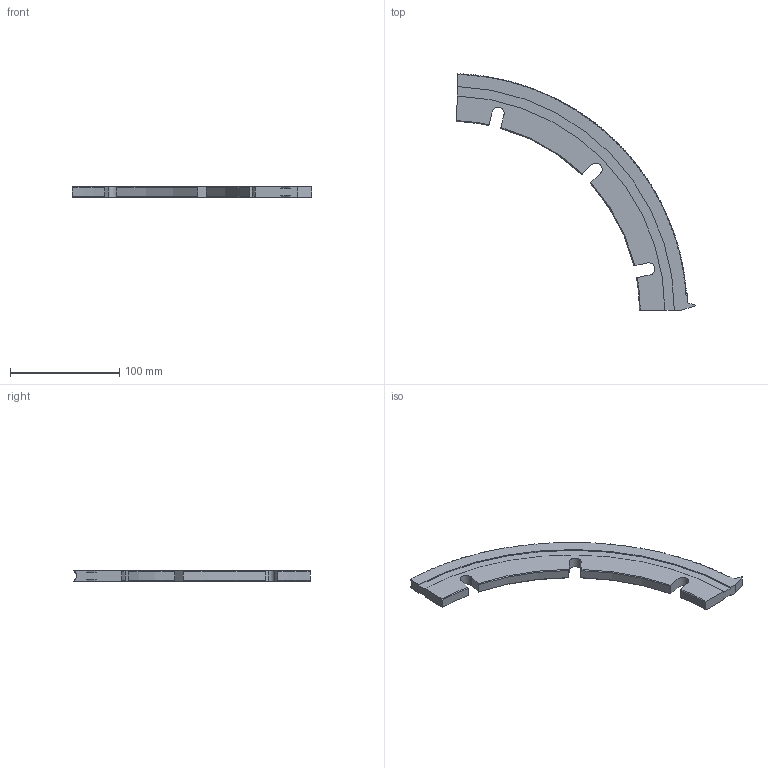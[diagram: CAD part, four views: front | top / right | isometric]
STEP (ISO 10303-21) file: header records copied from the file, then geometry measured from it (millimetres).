
FILE_DESCRIPTION (( 'STEP AP203' ), '1' );
FILE_NAME ('M56513-S.STEP', '2022-04-20T20:37:54', ( '' ), ( '' ), 'SwSTEP 2.0', 'SolidWorks 2020', '' );
FILE_SCHEMA (( 'CONFIG_CONTROL_DESIGN' ));
Length unit declared in the file: inch
Products named in the file (1): M56513-S
Bounding box: 219.16 x 216.8 x 9.49 mm (x, y, z)
Volume: 108032.5 mm3; surface area: 33880.9 mm2
Topology: 1 solids, 1 shells, 180 faces, 534 edges, 356 vertices
Faces by surface type: sphere 138, plane 17, cylinder 15, cone 8, torus 2
Entity records: 8434 total; most frequent: CARTESIAN_POINT 3513, ORIENTED_EDGE 1068, DIRECTION 1063, EDGE_CURVE 534, AXIS2_PLACEMENT_3D 500, VERTEX_POINT 356, CIRCLE 319, ADVANCED_FACE 180
